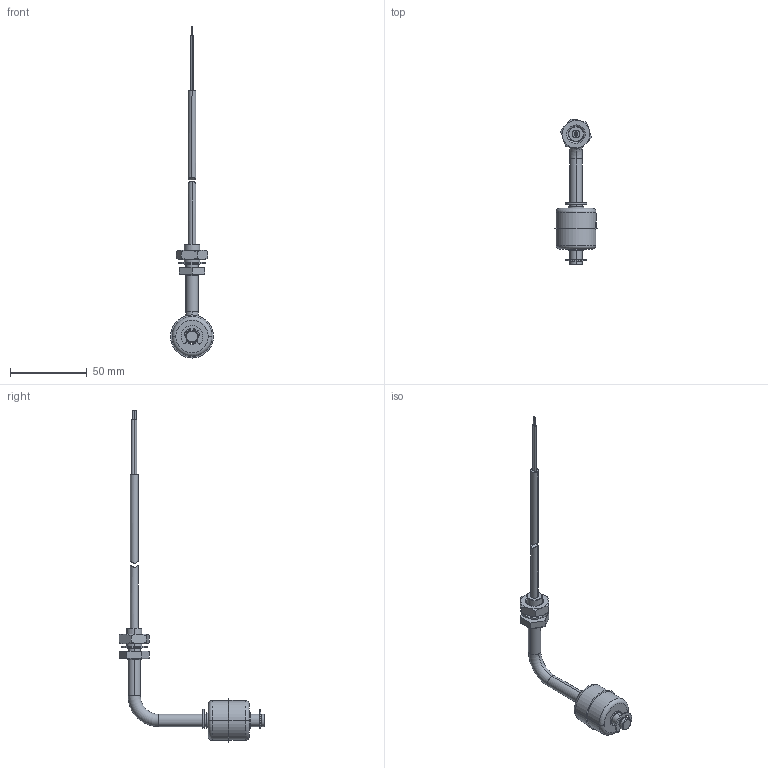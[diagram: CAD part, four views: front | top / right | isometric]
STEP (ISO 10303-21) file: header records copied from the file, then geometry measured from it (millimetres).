
FILE_DESCRIPTION (( 'STEP AP214' ), '1' );
FILE_NAME ('L171.STEP', '2019-10-24T12:50:43', ( '' ), ( '' ), 'SwSTEP 2.0', 'SolidWorks 2019', '' );
FILE_SCHEMA (( 'AUTOMOTIVE_DESIGN' ));
Length unit declared in the file: millimetre
Products named in the file (7): L171_corpo; hex nut jam_am_B18.2.4.5M - Hex jam nut,  M12 x 1.75 --D-N; 1VAN14070000_Lock washer DIN 6799 - 7; Cavo 1PDA; 2G1601100000; L171; Guarnizione
Assembly tree (7 placements, depth 2):
  L171
    L171_corpo
    2G1601100000
    hex nut jam_am_B18.2.4.5M - Hex jam nut,  M12 x 1.75 --D-N
    Guarnizione
    1VAN14070000_Lock washer DIN 6799 - 7  x2
    Cavo 1PDA
Bounding box: 28 x 94.84 x 216 mm (x, y, z)
Volume: 23796.1 mm3; surface area: 11822.1 mm2
Topology: 8 solids, 8 shells, 202 faces, 464 edges, 294 vertices
Faces by surface type: cylinder 89, plane 64, cone 24, bspline 15, torus 10
Entity records: 7487 total; most frequent: CARTESIAN_POINT 3085, DIRECTION 844, ORIENTED_EDGE 796, EDGE_CURVE 398, AXIS2_PLACEMENT_3D 349, VERTEX_POINT 250, EDGE_LOOP 200, FACE_OUTER_BOUND 178
